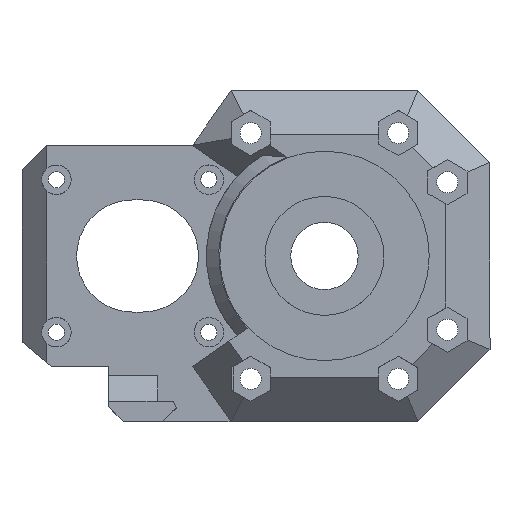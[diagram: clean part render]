
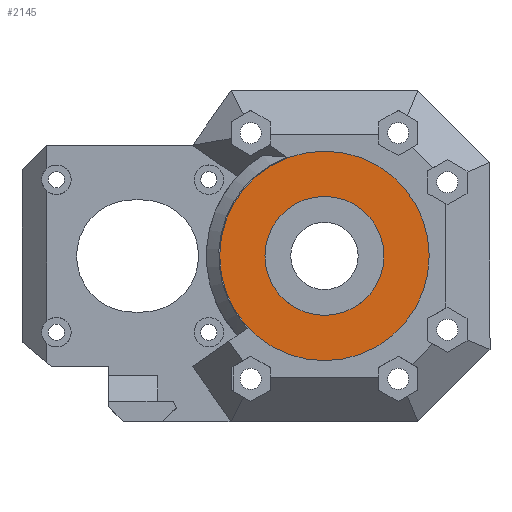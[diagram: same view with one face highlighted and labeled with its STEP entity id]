
A CAD part, top view. The second image highlights one B-rep face of the part: STEP entity #2145.
In plain terms, the highlighted planar face has unit normal (0, 0, 1).
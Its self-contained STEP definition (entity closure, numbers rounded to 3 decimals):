
#76=FACE_BOUND('',#320,.T.);
#124=CIRCLE('',#2314,21.3);
#125=CIRCLE('',#2315,12.1);
#179=FACE_OUTER_BOUND('',#319,.T.);
#319=EDGE_LOOP('',(#1643));
#320=EDGE_LOOP('',(#1644));
#1030=VERTEX_POINT('',#3343);
#1031=VERTEX_POINT('',#3345);
#1266=EDGE_CURVE('',#1030,#1030,#124,.T.);
#1267=EDGE_CURVE('',#1031,#1031,#125,.T.);
#1643=ORIENTED_EDGE('',*,*,#1266,.F.);
#1644=ORIENTED_EDGE('',*,*,#1267,.F.);
#2048=PLANE('',#2313);
#2145=ADVANCED_FACE('',(#179,#76),#2048,.T.);
#2313=AXIS2_PLACEMENT_3D('',#3342,#2697,#2698);
#2314=AXIS2_PLACEMENT_3D('',#3344,#2699,#2700);
#2315=AXIS2_PLACEMENT_3D('',#3346,#2701,#2702);
#2697=DIRECTION('center_axis',(0.,0.,
1.));
#2698=DIRECTION('ref_axis',(1.,0.,0.));
#2699=DIRECTION('center_axis',(0.,0.,
-1.));
#2700=DIRECTION('ref_axis',(1.,0.,0.));
#2701=DIRECTION('center_axis',(0.,0.,
1.));
#2702=DIRECTION('ref_axis',(1.,0.,0.));
#3342=CARTESIAN_POINT('Origin',(-75.,-165.,10.7));
#3343=CARTESIAN_POINT('',(21.3,0.,10.7));
#3344=CARTESIAN_POINT('Origin',(0.,0.,10.7));
#3345=CARTESIAN_POINT('',(12.1,0.,10.7));
#3346=CARTESIAN_POINT('Origin',(0.,0.,10.7));
